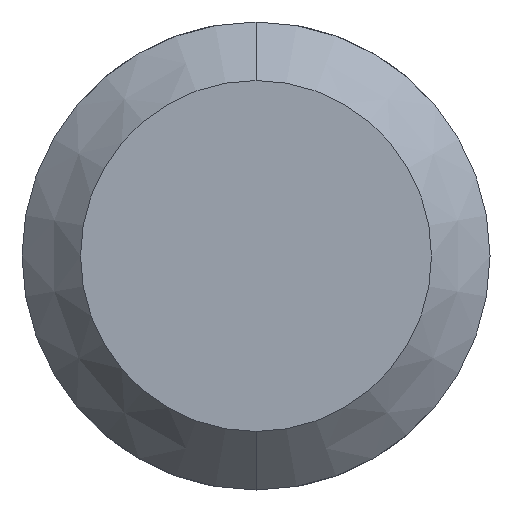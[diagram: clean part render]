
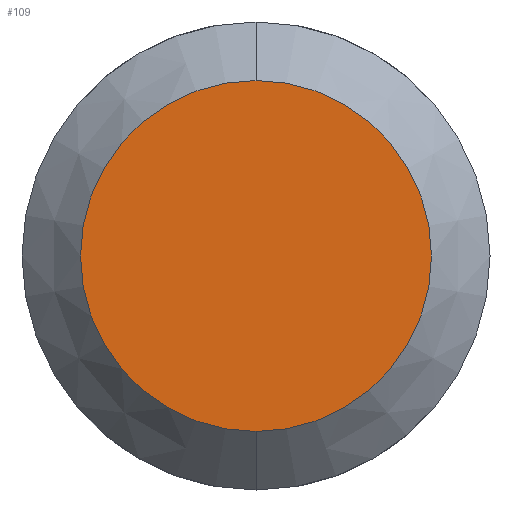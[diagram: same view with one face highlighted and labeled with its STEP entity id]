
A CAD part, front view. The second image highlights one B-rep face of the part: STEP entity #109.
In plain terms, the highlighted planar face has unit normal (0, -1, 0).
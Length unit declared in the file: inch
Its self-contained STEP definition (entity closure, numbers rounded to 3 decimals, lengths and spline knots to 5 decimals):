
#63 = CIRCLE ( 'NONE', #524, 0.11811 ) ;
#103 = PLANE ( 'NONE',  #174 ) ;
#109 = ADVANCED_FACE ( 'NONE', ( #406 ), #103, .F. ) ;
#115 = ORIENTED_EDGE ( 'NONE', *, *, #664, .F. ) ;
#124 = DIRECTION ( 'NONE',  ( 0., 1., 0. ) ) ;
#138 = VERTEX_POINT ( 'NONE', #266 ) ;
#174 = AXIS2_PLACEMENT_3D ( 'NONE', #211, #673, #464 ) ;
#181 = DIRECTION ( 'NONE',  ( 0., 0., 1. ) ) ;
#208 = ORIENTED_EDGE ( 'NONE', *, *, #414, .F. ) ;
#211 = CARTESIAN_POINT ( 'NONE',  ( 0.11811, -46.77165, 0. ) ) ;
#266 = CARTESIAN_POINT ( 'NONE',  ( 0., -46.77165, -0.11811 ) ) ;
#295 = CARTESIAN_POINT ( 'NONE',  ( 0., -46.77165, 0. ) ) ;
#312 = CARTESIAN_POINT ( 'NONE',  ( 0., -46.77165, 0.11811 ) ) ;
#343 = DIRECTION ( 'NONE',  ( 0., 0., 1. ) ) ;
#349 = CARTESIAN_POINT ( 'NONE',  ( 0., -46.77165, 0. ) ) ;
#362 = EDGE_LOOP ( 'NONE', ( #115, #208 ) ) ;
#364 = AXIS2_PLACEMENT_3D ( 'NONE', #349, #445, #181 ) ;
#406 = FACE_OUTER_BOUND ( 'NONE', #362, .T. ) ;
#414 = EDGE_CURVE ( 'NONE', #138, #501, #624, .T. ) ;
#445 = DIRECTION ( 'NONE',  ( 0., 1., 0. ) ) ;
#464 = DIRECTION ( 'NONE',  ( 0., 0., 1. ) ) ;
#501 = VERTEX_POINT ( 'NONE', #312 ) ;
#524 = AXIS2_PLACEMENT_3D ( 'NONE', #295, #124, #343 ) ;
#624 = CIRCLE ( 'NONE', #364, 0.11811 ) ;
#664 = EDGE_CURVE ( 'NONE', #501, #138, #63, .T. ) ;
#673 = DIRECTION ( 'NONE',  ( 0., 1., 0. ) ) ;
